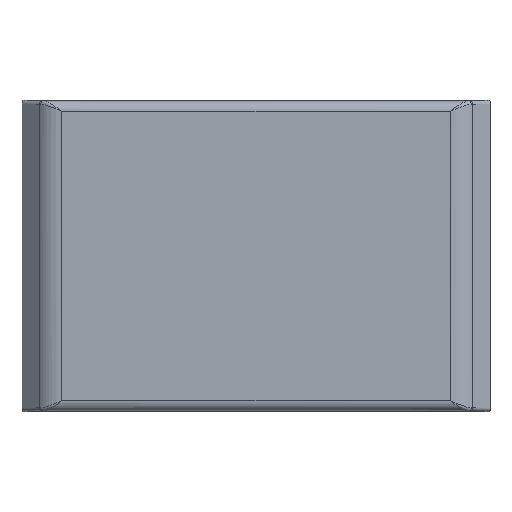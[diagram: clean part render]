
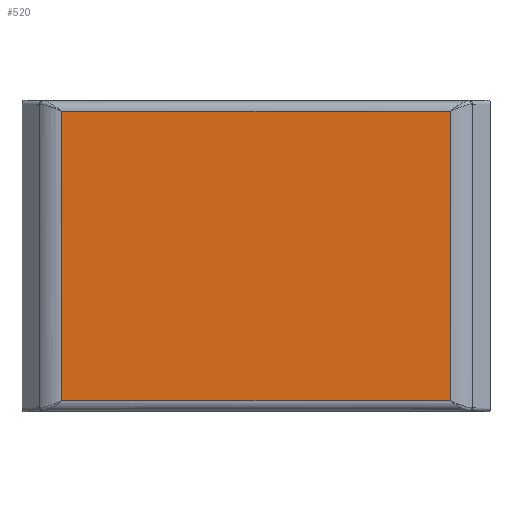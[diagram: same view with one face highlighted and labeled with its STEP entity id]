
A CAD part, front view. The second image highlights one B-rep face of the part: STEP entity #520.
In plain terms, the highlighted planar face has unit normal (0, -1, 0).
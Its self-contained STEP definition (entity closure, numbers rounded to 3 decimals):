
#9 = EDGE_LOOP ( 'NONE', ( #4935, #4012, #3631, #2950 ) ) ;
#190 = VERTEX_POINT ( 'NONE', #964 ) ;
#485 = DIRECTION ( 'NONE',  ( 0., 0., 1. ) ) ;
#520 = ADVANCED_FACE ( 'NONE', ( #1888 ), #2239, .F. ) ;
#900 = CARTESIAN_POINT ( 'NONE',  ( -54.672, -8., 40.712 ) ) ;
#964 = CARTESIAN_POINT ( 'NONE',  ( -54.672, -8., -40.712 ) ) ;
#1822 = EDGE_CURVE ( 'NONE', #3740, #2940, #3133, .T. ) ;
#1867 = LINE ( 'NONE', #3403, #4425 ) ;
#1888 = FACE_OUTER_BOUND ( 'NONE', #9, .T. ) ;
#2067 = CARTESIAN_POINT ( 'NONE',  ( -58.4, -8., -40.712 ) ) ;
#2070 = CARTESIAN_POINT ( 'NONE',  ( 54.672, -8., -40.712 ) ) ;
#2102 = AXIS2_PLACEMENT_3D ( 'NONE', #2977, #4133, #4990 ) ;
#2239 = PLANE ( 'NONE',  #2102 ) ;
#2331 = EDGE_CURVE ( 'NONE', #2940, #190, #5042, .T. ) ;
#2462 = LINE ( 'NONE', #4381, #3881 ) ;
#2467 = DIRECTION ( 'NONE',  ( 0., 0., -1. ) ) ;
#2707 = CARTESIAN_POINT ( 'NONE',  ( 54.672, -8., 40.712 ) ) ;
#2940 = VERTEX_POINT ( 'NONE', #2070 ) ;
#2950 = ORIENTED_EDGE ( 'NONE', *, *, #1822, .F. ) ;
#2977 = CARTESIAN_POINT ( 'NONE',  ( -58.4, -8., 43.8 ) ) ;
#3133 = LINE ( 'NONE', #4038, #4753 ) ;
#3403 = CARTESIAN_POINT ( 'NONE',  ( -58.4, -8., 40.712 ) ) ;
#3631 = ORIENTED_EDGE ( 'NONE', *, *, #2331, .F. ) ;
#3740 = VERTEX_POINT ( 'NONE', #2707 ) ;
#3811 = DIRECTION ( 'NONE',  ( 1., 0., 0. ) ) ;
#3859 = VERTEX_POINT ( 'NONE', #900 ) ;
#3881 = VECTOR ( 'NONE', #485, 1000. ) ;
#3962 = EDGE_CURVE ( 'NONE', #190, #3859, #2462, .T. ) ;
#3976 = VECTOR ( 'NONE', #4743, 1000. ) ;
#4012 = ORIENTED_EDGE ( 'NONE', *, *, #3962, .F. ) ;
#4038 = CARTESIAN_POINT ( 'NONE',  ( 54.672, -8., 43.8 ) ) ;
#4133 = DIRECTION ( 'NONE',  ( 0., 1., 0. ) ) ;
#4381 = CARTESIAN_POINT ( 'NONE',  ( -54.672, -8., 43.8 ) ) ;
#4425 = VECTOR ( 'NONE', #3811, 1000. ) ;
#4473 = EDGE_CURVE ( 'NONE', #3859, #3740, #1867, .T. ) ;
#4743 = DIRECTION ( 'NONE',  ( -1., 0., 0. ) ) ;
#4753 = VECTOR ( 'NONE', #2467, 1000. ) ;
#4935 = ORIENTED_EDGE ( 'NONE', *, *, #4473, .F. ) ;
#4990 = DIRECTION ( 'NONE',  ( 0., 0., 1. ) ) ;
#5042 = LINE ( 'NONE', #2067, #3976 ) ;
